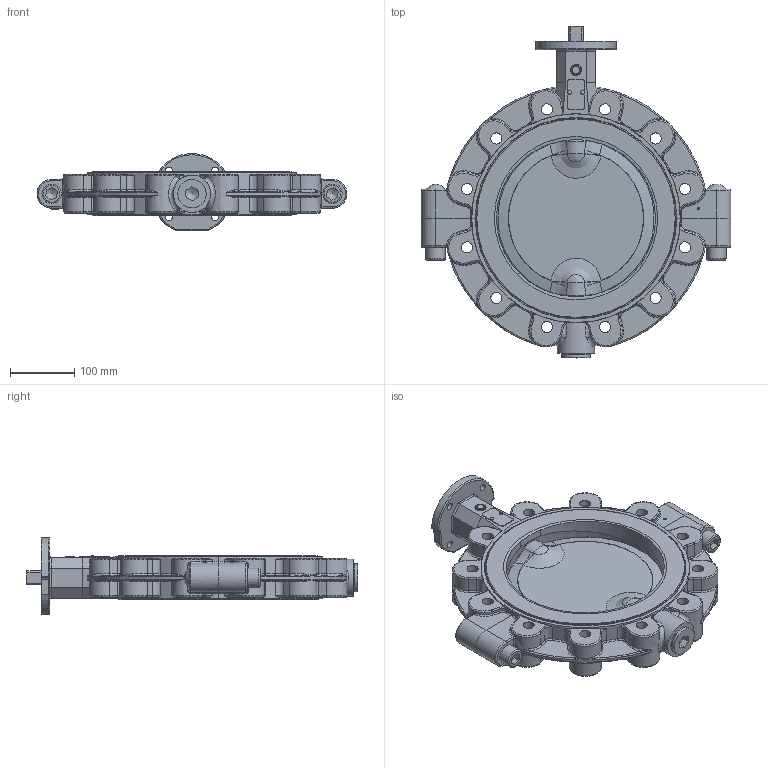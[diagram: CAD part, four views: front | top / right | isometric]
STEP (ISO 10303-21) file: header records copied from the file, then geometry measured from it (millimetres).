
FILE_DESCRIPTION((''),'2;1');
FILE_NAME('T214-A DN250.stp','2007-11-13T14:06:49',('hellwig'),(''),'Autodesk Inventor 11','Autodesk Inventor 11','');
FILE_SCHEMA(('AUTOMOTIVE_DESIGN { 1 0 10303 214 1 1 1 1 }'));
Length unit declared in the file: millimetre
Products named in the file (17): T214-A DN250; T41F-250-0003-23-1; T41F-250-0003-23-2; Man-1-250-2-243 R06; DIN EN ISO 8746  A 3 x 6 - A St; KTXF-000-0008-30; DIN 7603  A A38 x 44  (lt); DIN 908  (Feingewinde) M38 x 1; KRXF-000-0003-40 [DN 250-300]; Lagerbuchse 30x34x20; TF 47,4x31x2,5; D100-250-4-101R05; KNXF-000-0000-43_Dachmanschette T211(_FS)T214 [Title [Summary]=DN250(_FS)300]; O-Ring 30x2,5; SW1F-250-0015-14; Elast-000-4-034 R07_Elastomereinlage für Nennweite 80 [Title [Summary]=DN250]; DIN 912  - ersetzt durch DIN EN ISO 4762 M20 x 70
Assembly tree (31 placements, depth 2):
  T214-A DN250
    T41F-250-0003-23-1
    T41F-250-0003-23-2
    Man-1-250-2-243 R06
    DIN EN ISO 8746  A 3 x 6 - A St  x2
    KTXF-000-0008-30
    DIN 7603  A A38 x 44  (lt)
    DIN 908  (Feingewinde) M38 x 1
    KRXF-000-0003-40 [DN 250-300]
    Lagerbuchse 30x34x20  x3
    TF 47,4x31x2,5  x8
    D100-250-4-101R05  x2
    KNXF-000-0000-43_Dachmanschette T211(_FS)T214 [Title [Summary]=DN250(_FS)300]  x2
    O-Ring 30x2,5  x2
    SW1F-250-0015-14
    Elast-000-4-034 R07_Elastomereinlage für Nennweite 80 [Title [Summary]=DN250]  x2
    DIN 912  - ersetzt durch DIN EN ISO 4762 M20 x 70  x2
Bounding box: 481 x 515.4 x 119.5 mm (x, y, z)
Volume: 5582627.2 mm3; surface area: 971428.3 mm2
Topology: 31 solids, 31 shells, 1470 faces, 3674 edges, 2250 vertices
Faces by surface type: bspline 540, plane 409, cylinder 314, torus 118, cone 83, sphere 6
Full cylindrical faces by diameter (mm): 3 x2, 3.2 x2, 17.294 x2, 20 x2, 30 x13, 30.1 x2, 31 x9, 34 x4, 35 x5, 35.1 x2, 36.376 x1, 38 x1, 38.2 x1, 38.3 x1, 43.9 x1, 44 x1, 47.4 x8, 48 x4, 58 x1, 70.1 x1, 253.5 x1, 310 x2
Entity records: 67281 total; most frequent: CARTESIAN_POINT 37044, ORIENTED_EDGE 6540, DIRECTION 5434, EDGE_CURVE 3270, VERTEX_POINT 2096, AXIS2_PLACEMENT_3D 2053, EDGE_LOOP 1600, FACE_OUTER_BOUND 1371
